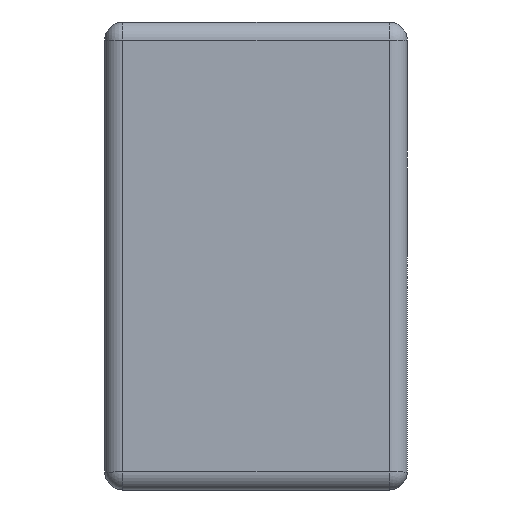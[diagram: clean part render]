
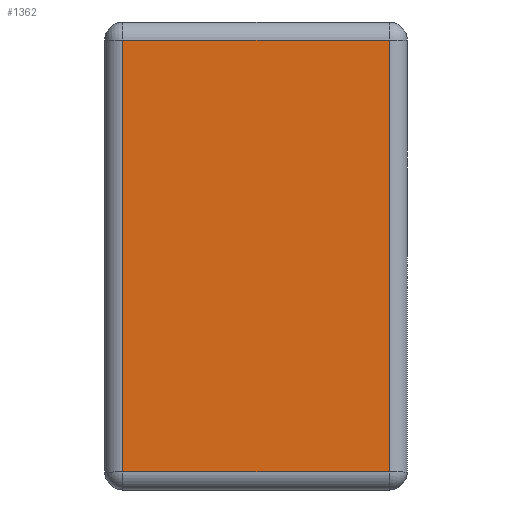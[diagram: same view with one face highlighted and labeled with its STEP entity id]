
A CAD part, left-side view. The second image highlights one B-rep face of the part: STEP entity #1362.
In plain terms, the highlighted planar face has unit normal (-1, 0, 0).
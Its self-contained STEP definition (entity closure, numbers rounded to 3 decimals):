
#674 = FACE_OUTER_BOUND ( 'NONE', #1309, .T. ) ;
#696 = DIRECTION ( 'NONE',  ( 0., 0., 1. ) ) ;
#697 = VECTOR ( 'NONE', #696, 1000. ) ;
#698 = CARTESIAN_POINT ( 'NONE',  ( -1.95, 0.05, 0.65 ) ) ;
#699 = LINE ( 'NONE', #698, #697 ) ;
#701 = CARTESIAN_POINT ( 'NONE',  ( -1.95, 0.05, -0.6 ) ) ;
#702 = DIRECTION ( 'NONE',  ( 0., -1., 0. ) ) ;
#703 = VECTOR ( 'NONE', #702, 1000. ) ;
#704 = CARTESIAN_POINT ( 'NONE',  ( -1.95, 0.84, -0.6 ) ) ;
#705 = LINE ( 'NONE', #704, #703 ) ;
#706 = CARTESIAN_POINT ( 'NONE',  ( -1.95, 0.79, -0.6 ) ) ;
#707 = DIRECTION ( 'NONE',  ( 0., 0., -1. ) ) ;
#708 = VECTOR ( 'NONE', #707, 1000. ) ;
#709 = CARTESIAN_POINT ( 'NONE',  ( -1.95, 0.79, 0.65 ) ) ;
#710 = LINE ( 'NONE', #709, #708 ) ;
#711 = CARTESIAN_POINT ( 'NONE',  ( -1.95, 0.79, 0.6 ) ) ;
#712 = CARTESIAN_POINT ( 'NONE',  ( -1.95, 0.05, 0.6 ) ) ;
#713 = DIRECTION ( 'NONE',  ( 0., 1., 0. ) ) ;
#714 = VECTOR ( 'NONE', #713, 1000. ) ;
#715 = CARTESIAN_POINT ( 'NONE',  ( -1.95, 0.84, 0.6 ) ) ;
#716 = DIRECTION ( 'NONE',  ( 0., 0., -1. ) ) ;
#717 = DIRECTION ( 'NONE',  ( 1., 0., 0. ) ) ;
#718 = CARTESIAN_POINT ( 'NONE',  ( -1.95, 0.84, 0.65 ) ) ;
#719 = AXIS2_PLACEMENT_3D ( 'NONE', #718, #717, #716 ) ;
#720 = PLANE ( 'NONE',  #719 ) ;
#721 = LINE ( 'NONE', #715, #714 ) ;
#1309 = EDGE_LOOP ( 'NONE', ( #1363, #1367, #1370, #1373 ) ) ;
#1362 = ADVANCED_FACE ( 'NONE', ( #674 ), #720, .F. ) ;
#1363 = ORIENTED_EDGE ( 'NONE', *, *, #1364, .T. ) ;
#1364 = EDGE_CURVE ( 'NONE', #1365, #1366, #721, .T. ) ;
#1365 = VERTEX_POINT ( 'NONE', #712 ) ;
#1366 = VERTEX_POINT ( 'NONE', #711 ) ;
#1367 = ORIENTED_EDGE ( 'NONE', *, *, #1368, .T. ) ;
#1368 = EDGE_CURVE ( 'NONE', #1366, #1369, #710, .T. ) ;
#1369 = VERTEX_POINT ( 'NONE', #706 ) ;
#1370 = ORIENTED_EDGE ( 'NONE', *, *, #1371, .T. ) ;
#1371 = EDGE_CURVE ( 'NONE', #1369, #1372, #705, .T. ) ;
#1372 = VERTEX_POINT ( 'NONE', #701 ) ;
#1373 = ORIENTED_EDGE ( 'NONE', *, *, #1374, .T. ) ;
#1374 = EDGE_CURVE ( 'NONE', #1372, #1365, #699, .T. ) ;
